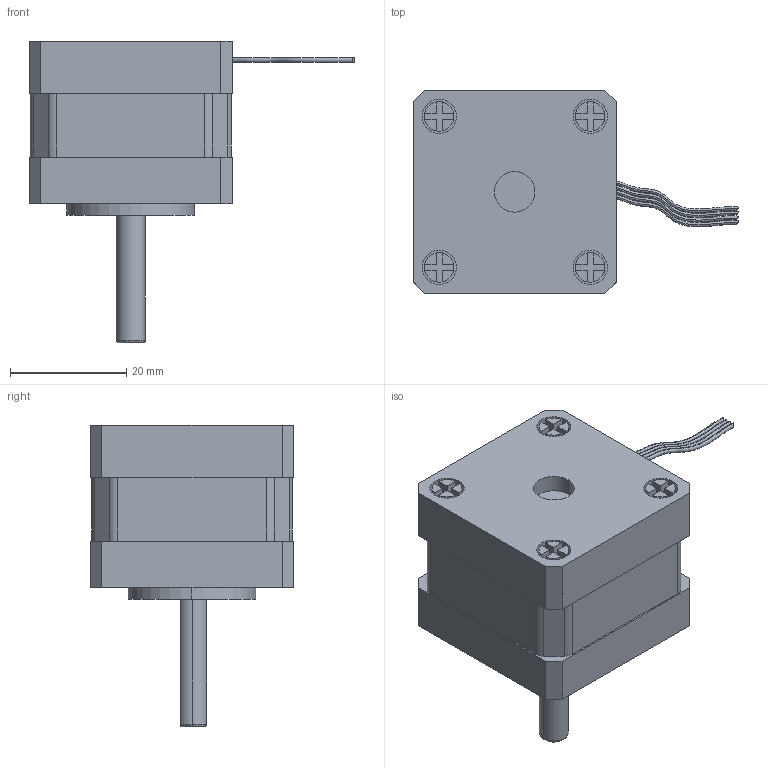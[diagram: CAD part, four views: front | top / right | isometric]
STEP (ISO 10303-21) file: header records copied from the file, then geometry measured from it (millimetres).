
FILE_DESCRIPTION (( 'STEP AP214' ), '1' );
FILE_NAME ('35-28.STEP', '2018-08-03T01:24:56', ( 'SUMTOR-117005' ), ( 'Microsoft' ), 'SwSTEP 2.0', 'SolidWorks 2015', '' );
FILE_SCHEMA (( 'AUTOMOTIVE_DESIGN' ));
Length unit declared in the file: millimetre
Products named in the file (1): 35-28
Bounding box: 56.12 x 35 x 52 mm (x, y, z)
Volume: 33450 mm3; surface area: 8664.8 mm2
Topology: 1 solids, 1 shells, 154 faces, 399 edges, 264 vertices
Faces by surface type: plane 102, cylinder 41, bspline 8, torus 3
Entity records: 6408 total; most frequent: CARTESIAN_POINT 2245, DIRECTION 815, ORIENTED_EDGE 792, EDGE_CURVE 396, AXIS2_PLACEMENT_3D 288, VERTEX_POINT 264, VECTOR 239, LINE 239
